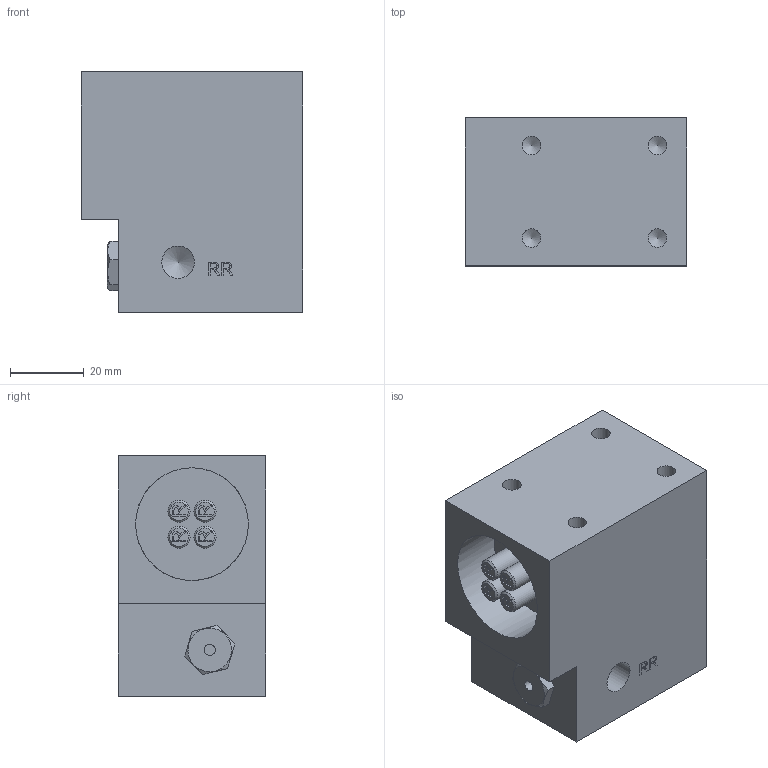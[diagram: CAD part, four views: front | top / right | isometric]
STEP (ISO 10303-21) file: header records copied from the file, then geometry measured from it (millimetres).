
FILE_DESCRIPTION((''),'2;1');
FILE_NAME('110 241 06.stp','2012-05-31T21:14:43',('HJ'),('AVAC Vacuumteknik AB'),'Autodesk Inventor 2012','Autodesk Inventor 2012','');
FILE_SCHEMA(('AUTOMOTIVE_DESIGN { 1 0 10303 214 1 1 1 1 }'));
Length unit declared in the file: millimetre
Products named in the file (1): 110 241 06
Bounding box: 60 x 40 x 65 mm (x, y, z)
Volume: 129397 mm3; surface area: 24461.2 mm2
Topology: 1 solids, 1 shells, 325 faces, 843 edges, 558 vertices
Faces by surface type: plane 181, bspline 86, cylinder 31, cone 23, torus 4
Full cylindrical faces by diameter (mm): 3 x1, 5 x4, 6 x4, 8.8 x2, 10 x4, 10.5 x4, 11.8 x1, 19 x1, 30.5 x1
Entity records: 10554 total; most frequent: CARTESIAN_POINT 3180, ORIENTED_EDGE 1568, DIRECTION 1118, EDGE_CURVE 784, VERTEX_POINT 540, VECTOR 486, LINE 486, EDGE_LOOP 404
